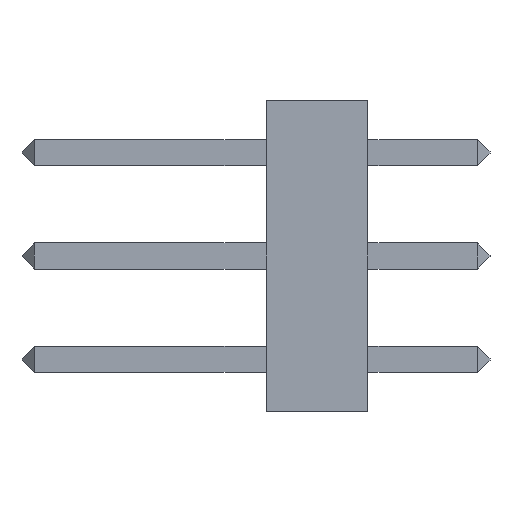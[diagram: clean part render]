
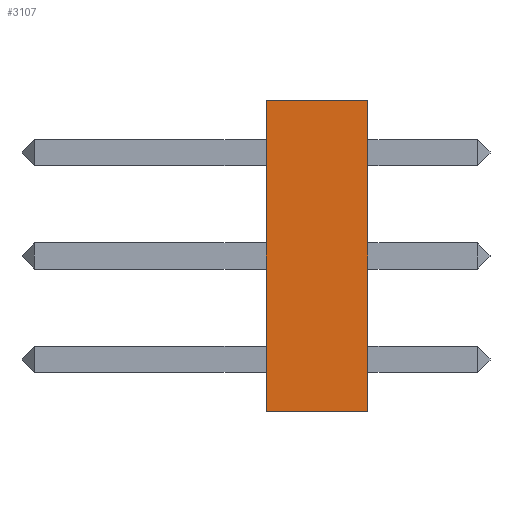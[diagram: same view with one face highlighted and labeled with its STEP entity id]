
A CAD part, left-side view. The second image highlights one B-rep face of the part: STEP entity #3107.
In plain terms, the highlighted planar face has unit normal (-1, 0, 0).
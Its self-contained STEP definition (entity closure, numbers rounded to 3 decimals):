
#12 = CARTESIAN_POINT ( 'NONE',  ( 0., 0., 7.62 ) ) ;
#124 = VECTOR ( 'NONE', #800, 1000. ) ;
#138 = EDGE_LOOP ( 'NONE', ( #2121, #4213, #2673, #581 ) ) ;
#411 = DIRECTION ( 'NONE',  ( 0., 1., 0. ) ) ;
#581 = ORIENTED_EDGE ( 'NONE', *, *, #3819, .T. ) ;
#622 = VERTEX_POINT ( 'NONE', #1458 ) ;
#657 = CARTESIAN_POINT ( 'NONE',  ( 0., 2.5, 7.62 ) ) ;
#684 = VECTOR ( 'NONE', #4383, 1000. ) ;
#685 = CARTESIAN_POINT ( 'NONE',  ( 0., 0., 0. ) ) ;
#696 = VECTOR ( 'NONE', #3581, 1000. ) ;
#750 = DIRECTION ( 'NONE',  ( 1., 0., 0. ) ) ;
#797 = CARTESIAN_POINT ( 'NONE',  ( 0., 0., 0. ) ) ;
#800 = DIRECTION ( 'NONE',  ( 0., 0., -1. ) ) ;
#848 = LINE ( 'NONE', #1233, #124 ) ;
#1153 = CARTESIAN_POINT ( 'NONE',  ( 0., 2.5, 7.62 ) ) ;
#1200 = EDGE_CURVE ( 'NONE', #4319, #4587, #2853, .T. ) ;
#1233 = CARTESIAN_POINT ( 'NONE',  ( 0., 0., 7.62 ) ) ;
#1458 = CARTESIAN_POINT ( 'NONE',  ( 0., 0., 7.62 ) ) ;
#1557 = VECTOR ( 'NONE', #4336, 1000. ) ;
#2058 = EDGE_CURVE ( 'NONE', #622, #4587, #848, .T. ) ;
#2068 = LINE ( 'NONE', #657, #696 ) ;
#2121 = ORIENTED_EDGE ( 'NONE', *, *, #1200, .T. ) ;
#2626 = LINE ( 'NONE', #12, #684 ) ;
#2673 = ORIENTED_EDGE ( 'NONE', *, *, #3574, .F. ) ;
#2853 = LINE ( 'NONE', #685, #1557 ) ;
#3107 = ADVANCED_FACE ( 'NONE', ( #4479 ), #4750, .F. ) ;
#3348 = CARTESIAN_POINT ( 'NONE',  ( 0., 0., 7.62 ) ) ;
#3402 = CARTESIAN_POINT ( 'NONE',  ( 0., 2.5, 0. ) ) ;
#3574 = EDGE_CURVE ( 'NONE', #4491, #622, #2626, .T. ) ;
#3581 = DIRECTION ( 'NONE',  ( 0., 0., -1. ) ) ;
#3671 = AXIS2_PLACEMENT_3D ( 'NONE', #3348, #750, #411 ) ;
#3819 = EDGE_CURVE ( 'NONE', #4491, #4319, #2068, .T. ) ;
#4213 = ORIENTED_EDGE ( 'NONE', *, *, #2058, .F. ) ;
#4319 = VERTEX_POINT ( 'NONE', #3402 ) ;
#4336 = DIRECTION ( 'NONE',  ( 0., -1., 0. ) ) ;
#4383 = DIRECTION ( 'NONE',  ( 0., -1., 0. ) ) ;
#4479 = FACE_OUTER_BOUND ( 'NONE', #138, .T. ) ;
#4491 = VERTEX_POINT ( 'NONE', #1153 ) ;
#4587 = VERTEX_POINT ( 'NONE', #797 ) ;
#4750 = PLANE ( 'NONE',  #3671 ) ;
